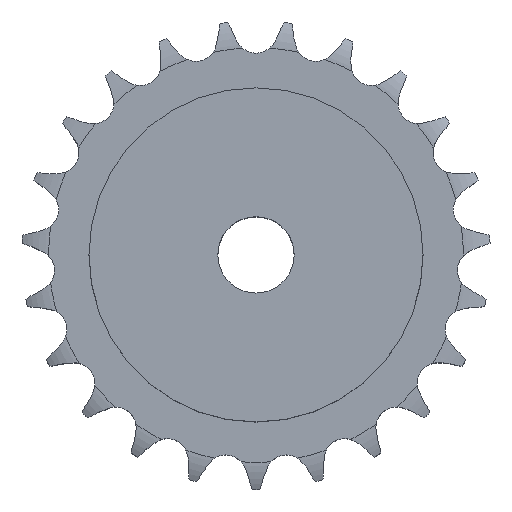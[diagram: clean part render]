
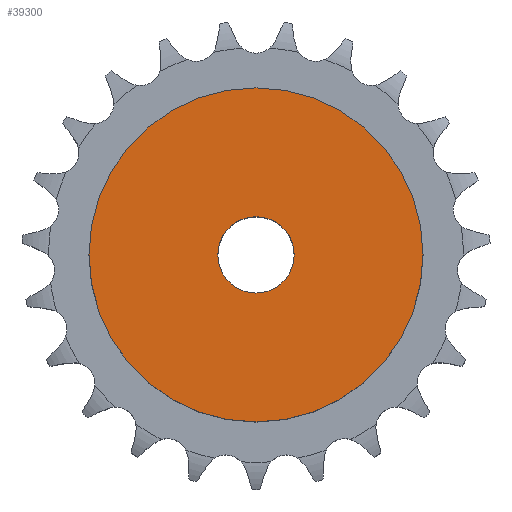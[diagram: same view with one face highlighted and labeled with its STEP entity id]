
A CAD part, top view. The second image highlights one B-rep face of the part: STEP entity #39300.
In plain terms, the highlighted planar face has unit normal (0, 0, 1).
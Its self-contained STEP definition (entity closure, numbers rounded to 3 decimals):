
#20938 = CYLINDRICAL_SURFACE('',#20939,8.);
#20939 = AXIS2_PLACEMENT_3D('',#20940,#20941,#20942);
#20940 = CARTESIAN_POINT('',(0.,0.,156.074));
#20941 = DIRECTION('',(0.,0.,1.));
#20942 = DIRECTION('',(1.,0.,0.));
#26891 = EDGE_CURVE('',#26892,#26892,#26894,.T.);
#26892 = VERTEX_POINT('',#26893);
#26893 = CARTESIAN_POINT('',(8.,0.,40.));
#26894 = SURFACE_CURVE('',#26895,(#26900,#26907),.PCURVE_S1.);
#26895 = CIRCLE('',#26896,8.);
#26896 = AXIS2_PLACEMENT_3D('',#26897,#26898,#26899);
#26897 = CARTESIAN_POINT('',(0.,0.,40.));
#26898 = DIRECTION('',(0.,0.,1.));
#26899 = DIRECTION('',(1.,0.,0.));
#26900 = PCURVE('',#20938,#26901);
#26901 = DEFINITIONAL_REPRESENTATION('',(#26902),#26906);
#26902 = LINE('',#26903,#26904);
#26903 = CARTESIAN_POINT('',(0.,-116.074));
#26904 = VECTOR('',#26905,1.);
#26905 = DIRECTION('',(1.,0.));
#26906 = ( GEOMETRIC_REPRESENTATION_CONTEXT(2) 
PARAMETRIC_REPRESENTATION_CONTEXT() REPRESENTATION_CONTEXT('2D SPACE',''
  ) );
#26907 = PCURVE('',#26908,#26913);
#26908 = PLANE('',#26909);
#26909 = AXIS2_PLACEMENT_3D('',#26910,#26911,#26912);
#26910 = CARTESIAN_POINT('',(0.,0.,40.)
  );
#26911 = DIRECTION('',(0.,0.,1.));
#26912 = DIRECTION('',(1.,0.,0.));
#26913 = DEFINITIONAL_REPRESENTATION('',(#26914),#26918);
#26914 = CIRCLE('',#26915,8.);
#26915 = AXIS2_PLACEMENT_2D('',#26916,#26917);
#26916 = CARTESIAN_POINT('',(0.,0.));
#26917 = DIRECTION('',(1.,0.));
#26918 = ( GEOMETRIC_REPRESENTATION_CONTEXT(2) 
PARAMETRIC_REPRESENTATION_CONTEXT() REPRESENTATION_CONTEXT('2D SPACE',''
  ) );
#39300 = ADVANCED_FACE('',(#39301,#39332),#26908,.T.);
#39301 = FACE_BOUND('',#39302,.T.);
#39302 = EDGE_LOOP('',(#39303));
#39303 = ORIENTED_EDGE('',*,*,#39304,.T.);
#39304 = EDGE_CURVE('',#39305,#39305,#39307,.T.);
#39305 = VERTEX_POINT('',#39306);
#39306 = CARTESIAN_POINT('',(35.,0.,40.));
#39307 = SURFACE_CURVE('',#39308,(#39313,#39320),.PCURVE_S1.);
#39308 = CIRCLE('',#39309,35.);
#39309 = AXIS2_PLACEMENT_3D('',#39310,#39311,#39312);
#39310 = CARTESIAN_POINT('',(0.,0.,40.));
#39311 = DIRECTION('',(0.,0.,1.));
#39312 = DIRECTION('',(1.,0.,0.));
#39313 = PCURVE('',#26908,#39314);
#39314 = DEFINITIONAL_REPRESENTATION('',(#39315),#39319);
#39315 = CIRCLE('',#39316,35.);
#39316 = AXIS2_PLACEMENT_2D('',#39317,#39318);
#39317 = CARTESIAN_POINT('',(0.,0.));
#39318 = DIRECTION('',(1.,0.));
#39319 = ( GEOMETRIC_REPRESENTATION_CONTEXT(2) 
PARAMETRIC_REPRESENTATION_CONTEXT() REPRESENTATION_CONTEXT('2D SPACE',''
  ) );
#39320 = PCURVE('',#39321,#39326);
#39321 = CYLINDRICAL_SURFACE('',#39322,35.);
#39322 = AXIS2_PLACEMENT_3D('',#39323,#39324,#39325);
#39323 = CARTESIAN_POINT('',(0.,0.,0.));
#39324 = DIRECTION('',(-0.,-0.,-1.));
#39325 = DIRECTION('',(1.,0.,0.));
#39326 = DEFINITIONAL_REPRESENTATION('',(#39327),#39331);
#39327 = LINE('',#39328,#39329);
#39328 = CARTESIAN_POINT('',(-0.,-40.));
#39329 = VECTOR('',#39330,1.);
#39330 = DIRECTION('',(-1.,0.));
#39331 = ( GEOMETRIC_REPRESENTATION_CONTEXT(2) 
PARAMETRIC_REPRESENTATION_CONTEXT() REPRESENTATION_CONTEXT('2D SPACE',''
  ) );
#39332 = FACE_BOUND('',#39333,.T.);
#39333 = EDGE_LOOP('',(#39334));
#39334 = ORIENTED_EDGE('',*,*,#26891,.F.);
